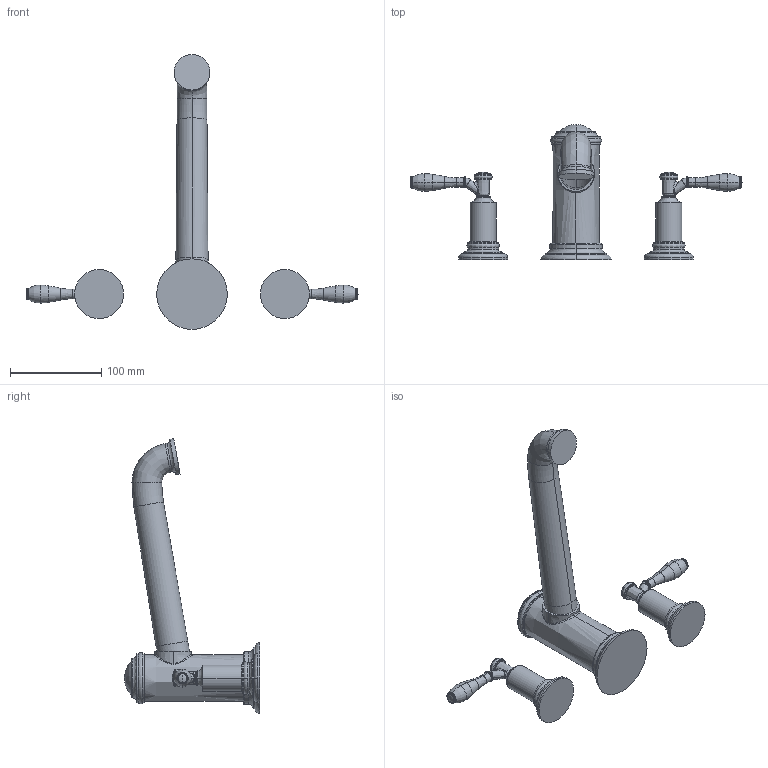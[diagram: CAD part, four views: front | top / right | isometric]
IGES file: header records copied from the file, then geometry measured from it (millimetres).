
Start section:  PTC IGES file: 3-2556.igs
Global section: file name: 3-2556.igs; native system: Creo Parametric by PTC Inc.; preprocessor: 2018400; author: jinson.thomas; organization: Unknown; date: 20210315.101510; units: inch
Bounding box: 363.22 x 147.93 x 300.65 mm (x, y, z)
Volume: 673444.8 mm3; surface area: 95159 mm2
Topology: 3 solids, 3 shells, 239 faces, 491 edges, 271 vertices
Faces by surface type: revolution 190, bspline 49
